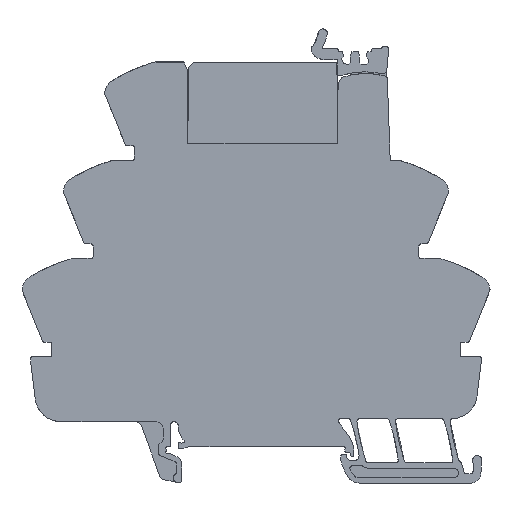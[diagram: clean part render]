
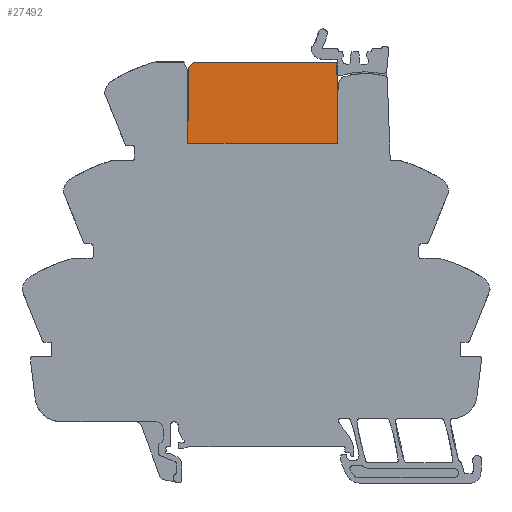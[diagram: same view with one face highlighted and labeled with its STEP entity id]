
A CAD part, left-side view. The second image highlights one B-rep face of the part: STEP entity #27492.
In plain terms, the highlighted planar face has unit normal (-1, 0, 0.011).
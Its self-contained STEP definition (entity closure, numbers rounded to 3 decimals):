
#27471=AXIS2_PLACEMENT_3D('Plane Axis2P3D',#27468,#27469,#27470) ;
#27352=CARTESIAN_POINT('Vertex',(0.1,29.451,65.7)) ;
#27366=CARTESIAN_POINT('Vertex',(0.264,29.615,81.4)) ;
#27369=CARTESIAN_POINT('Line Origine',(0.182,29.533,73.55)) ;
#27390=CARTESIAN_POINT('Vertex',(0.1,58.451,65.7)) ;
#27400=CARTESIAN_POINT('Line Origine',(0.1,43.951,65.7)) ;
#27449=CARTESIAN_POINT('Line Origine',(0.264,43.446,81.4)) ;
#27453=CARTESIAN_POINT('Vertex',(0.264,57.276,81.4)) ;
#27468=CARTESIAN_POINT('Axis2P3D Location',(0.1,57.451,65.7)) ;
#27473=CARTESIAN_POINT('Line Origine',(0.259,57.786,80.9)) ;
#27477=CARTESIAN_POINT('Vertex',(0.254,58.297,80.4)) ;
#27480=CARTESIAN_POINT('Line Origine',(0.177,58.374,73.05)) ;
#27370=DIRECTION('Vector Direction',(0.01,0.01,1.)) ;
#27401=DIRECTION('Vector Direction',(0.,-1.,0.)) ;
#27450=DIRECTION('Vector Direction',(0.,-1.,0.)) ;
#27469=DIRECTION('Axis2P3D Direction',(1.,0.,-0.01)) ;
#27470=DIRECTION('Axis2P3D XDirection',(0.,-1.,0.)) ;
#27474=DIRECTION('Vector Direction',(-0.007,0.714,-0.7)) ;
#27481=DIRECTION('Vector Direction',(0.01,-0.01,1.)) ;
#27371=VECTOR('Line Direction',#27370,1.) ;
#27402=VECTOR('Line Direction',#27401,1.) ;
#27451=VECTOR('Line Direction',#27450,1.) ;
#27475=VECTOR('Line Direction',#27474,1.) ;
#27482=VECTOR('Line Direction',#27481,1.) ;
#27486=ORIENTED_EDGE('',*,*,#27479,.F.) ;
#27487=ORIENTED_EDGE('',*,*,#27484,.F.) ;
#27488=ORIENTED_EDGE('',*,*,#27404,.F.) ;
#27489=ORIENTED_EDGE('',*,*,#27373,.F.) ;
#27490=ORIENTED_EDGE('',*,*,#27455,.F.) ;
#27492=ADVANCED_FACE('RSS-RELAIS',(#27491),#27472,.F.) ;
#27373=EDGE_CURVE('',#27367,#27353,#27372,.F.) ;
#27404=EDGE_CURVE('',#27353,#27391,#27403,.F.) ;
#27455=EDGE_CURVE('',#27454,#27367,#27452,.T.) ;
#27479=EDGE_CURVE('',#27478,#27454,#27476,.F.) ;
#27484=EDGE_CURVE('',#27391,#27478,#27483,.T.) ;
#27485=EDGE_LOOP('',(#27486,#27487,#27488,#27489,#27490)) ;
#27491=FACE_OUTER_BOUND('',#27485,.T.) ;
#27372=LINE('Line',#27369,#27371) ;
#27403=LINE('Line',#27400,#27402) ;
#27452=LINE('Line',#27449,#27451) ;
#27476=LINE('Line',#27473,#27475) ;
#27483=LINE('Line',#27480,#27482) ;
#27472=PLANE('',#27471) ;
#27353=VERTEX_POINT('',#27352) ;
#27367=VERTEX_POINT('',#27366) ;
#27391=VERTEX_POINT('',#27390) ;
#27454=VERTEX_POINT('',#27453) ;
#27478=VERTEX_POINT('',#27477) ;
